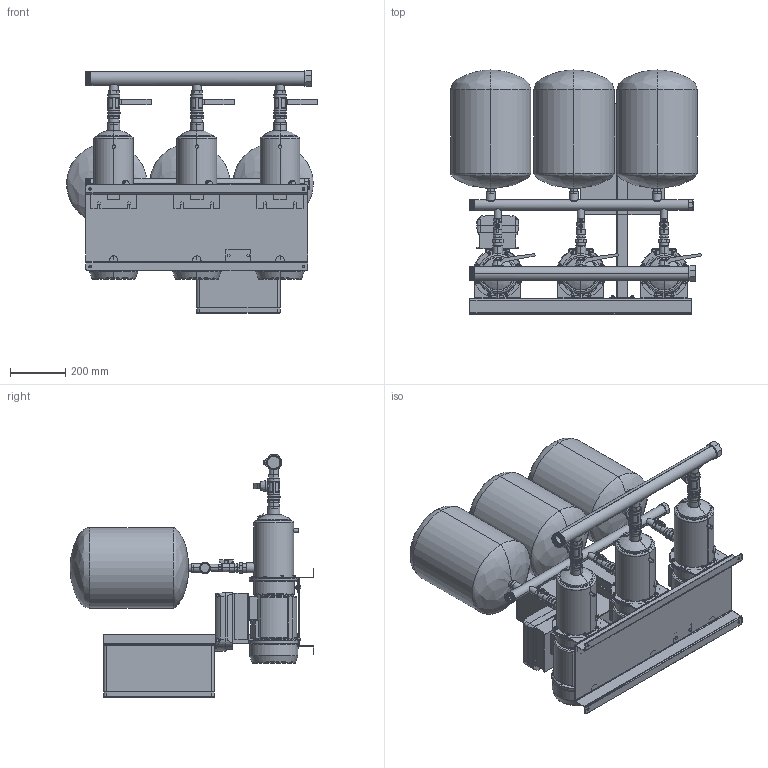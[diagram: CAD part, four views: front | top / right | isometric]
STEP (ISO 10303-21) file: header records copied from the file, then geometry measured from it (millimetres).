
FILE_DESCRIPTION (( 'STEP AP214' ), '1' );
FILE_NAME ('3EH_5-8_TE_ZB00064940.STEP', '2022-07-17T16:05:10', ( '' ), ( '' ), 'SwSTEP 2.0', 'SolidWorks 2020', '' );
FILE_SCHEMA (( 'AUTOMOTIVE_DESIGN' ));
Length unit declared in the file: millimetre
Products named in the file (1): 3EH_5-8_TE_ZB00064940
Bounding box: 905 x 880 x 876.25 mm (x, y, z)
Volume: 90148217.8 mm3; surface area: 6264526.7 mm2
Topology: 60 solids, 61 shells, 2098 faces, 5032 edges, 3236 vertices
Faces by surface type: plane 1132, cylinder 704, cone 165, torus 57, bspline 28, sphere 12
Entity records: 103295 total; most frequent: CARTESIAN_POINT 30992, ORIENTED_EDGE 10052, DIRECTION 9924, EDGE_CURVE 5026, AXIS2_PLACEMENT_3D 3500, VERTEX_POINT 3236, LINE 2924, VECTOR 2924
